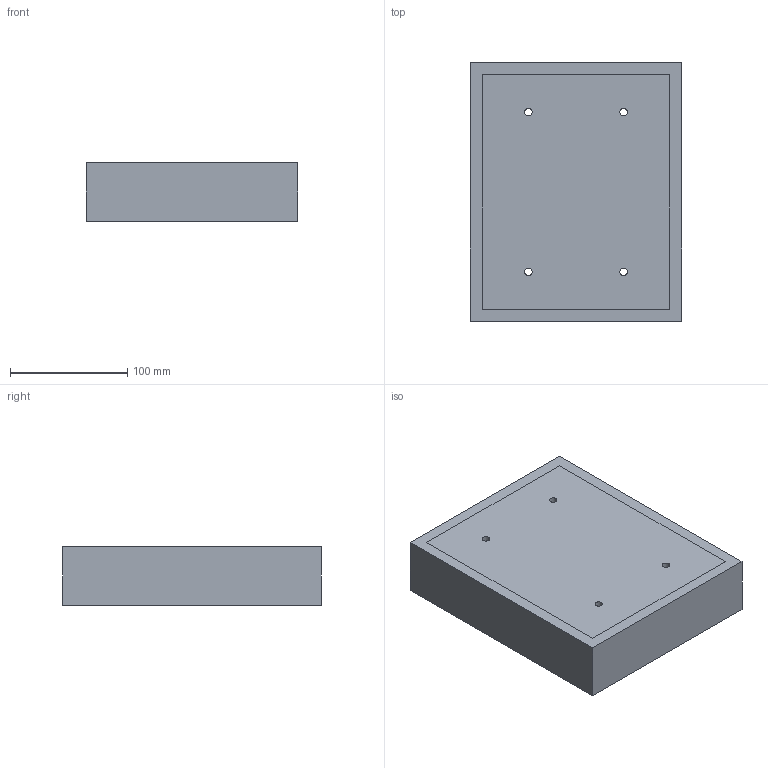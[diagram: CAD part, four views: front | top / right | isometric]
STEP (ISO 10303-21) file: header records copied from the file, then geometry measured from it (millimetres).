
FILE_DESCRIPTION(('FreeCAD Model'),'2;1');
FILE_NAME('Open CASCADE Shape Model','2025-04-10T06:06:13',(''),(''), 'Open CASCADE STEP processor 7.8','FreeCAD','Unknown');
FILE_SCHEMA(('AUTOMOTIVE_DESIGN { 1 0 10303 214 1 1 1 1 }'));
Length unit declared in the file: millimetre
Products named in the file (1): Mold
Bounding box: 180 x 220 x 50 mm (x, y, z)
Volume: 725462.2 mm3; surface area: 164920.9 mm2
Topology: 1 solids, 1 shells, 100 faces, 166 edges, 112 vertices
Faces by surface type: plane 54, cylinder 46
Full cylindrical faces by diameter (mm): 4.5 x16, 6.4 x4, 6.8 x4, 8 x2, 8.5 x4, 9.2 x16
Entity records: 4848 total; most frequent: CARTESIAN_POINT 1263, DIRECTION 700, ORIENTED_EDGE 332, PCURVE 332, DEFINITIONAL_REPRESENTATION 332, LINE 314, VECTOR 314, AXIS2_PLACEMENT_3D 193
